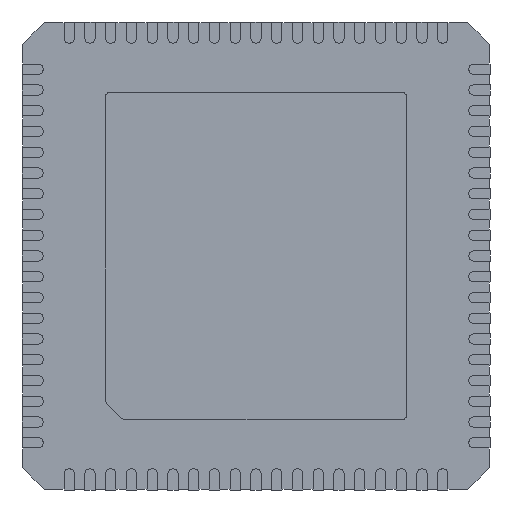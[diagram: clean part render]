
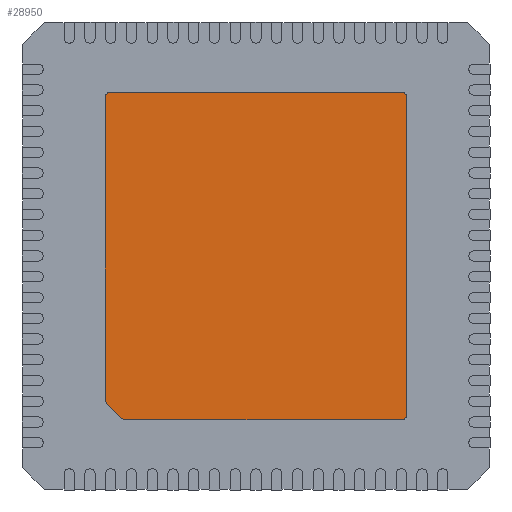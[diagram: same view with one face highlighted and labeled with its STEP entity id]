
A CAD part, front view. The second image highlights one B-rep face of the part: STEP entity #28950.
In plain terms, the highlighted planar face has unit normal (0, -1, 0).
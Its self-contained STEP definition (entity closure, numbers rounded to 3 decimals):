
#80 = CARTESIAN_POINT ( 'NONE',  ( 2.805, -0.01, 3.055 ) ) ;
#480 = CARTESIAN_POINT ( 'NONE',  ( -2.905, -0.01, -2.764 ) ) ;
#656 = VERTEX_POINT ( 'NONE', #3975 ) ;
#987 = LINE ( 'NONE', #480, #32544 ) ;
#1075 = DIRECTION ( 'NONE',  ( 0., 1., 0. ) ) ;
#1223 = AXIS2_PLACEMENT_3D ( 'NONE', #12808, #26007, #2499 ) ;
#1229 = VERTEX_POINT ( 'NONE', #16614 ) ;
#1248 = DIRECTION ( 'NONE',  ( 0., 0., 1. ) ) ;
#2106 = EDGE_CURVE ( 'NONE', #656, #8169, #8164, .T. ) ;
#2208 = VERTEX_POINT ( 'NONE', #19898 ) ;
#2396 = VERTEX_POINT ( 'NONE', #8718 ) ;
#2499 = DIRECTION ( 'NONE',  ( 0., 0., 1. ) ) ;
#2851 = ORIENTED_EDGE ( 'NONE', *, *, #28106, .T. ) ;
#2998 = AXIS2_PLACEMENT_3D ( 'NONE', #11431, #29789, #9040 ) ;
#3366 = DIRECTION ( 'NONE',  ( 1., 0., 0. ) ) ;
#3388 = AXIS2_PLACEMENT_3D ( 'NONE', #80, #7986, #18452 ) ;
#3622 = EDGE_CURVE ( 'NONE', #22537, #22087, #7168, .T. ) ;
#3849 = ORIENTED_EDGE ( 'NONE', *, *, #31114, .T. ) ;
#3975 = CARTESIAN_POINT ( 'NONE',  ( -2.805, -0.01, 3.155 ) ) ;
#4391 = DIRECTION ( 'NONE',  ( -1., 0., 0. ) ) ;
#4593 = CARTESIAN_POINT ( 'NONE',  ( 2.905, -0.01, -3.055 ) ) ;
#4684 = CARTESIAN_POINT ( 'NONE',  ( -2.905, -0.01, 3.055 ) ) ;
#5873 = EDGE_LOOP ( 'NONE', ( #10960, #24895, #18113, #26692, #3849, #9330, #28037, #12140, #29225, #2851 ) ) ;
#6053 = FACE_OUTER_BOUND ( 'NONE', #5873, .T. ) ;
#6138 = DIRECTION ( 'NONE',  ( 0., 0., -1. ) ) ;
#6687 = CARTESIAN_POINT ( 'NONE',  ( -2.805, -0.01, 3.055 ) ) ;
#6774 = CARTESIAN_POINT ( 'NONE',  ( 2.905, -0.01, 3.055 ) ) ;
#7168 = LINE ( 'NONE', #4593, #30249 ) ;
#7198 = DIRECTION ( 'NONE',  ( 0., 0., -1. ) ) ;
#7350 = EDGE_CURVE ( 'NONE', #32978, #656, #20521, .T. ) ;
#7481 = CARTESIAN_POINT ( 'NONE',  ( 2.805, -0.01, 3.155 ) ) ;
#7986 = DIRECTION ( 'NONE',  ( 0., -1., 0. ) ) ;
#8164 = CIRCLE ( 'NONE', #27346, 0.1 ) ;
#8169 = VERTEX_POINT ( 'NONE', #4684 ) ;
#8718 = CARTESIAN_POINT ( 'NONE',  ( 2.805, -0.01, -3.155 ) ) ;
#9040 = DIRECTION ( 'NONE',  ( 0., 0., -1. ) ) ;
#9272 = DIRECTION ( 'NONE',  ( 0., -1., 0. ) ) ;
#9330 = ORIENTED_EDGE ( 'NONE', *, *, #3622, .T. ) ;
#9425 = EDGE_CURVE ( 'NONE', #1229, #2208, #33003, .T. ) ;
#9893 = AXIS2_PLACEMENT_3D ( 'NONE', #17168, #9272, #11341 ) ;
#10960 = ORIENTED_EDGE ( 'NONE', *, *, #9425, .T. ) ;
#11341 = DIRECTION ( 'NONE',  ( 0., 0., -1. ) ) ;
#11387 = CARTESIAN_POINT ( 'NONE',  ( -2.805, -0.01, -2.764 ) ) ;
#11431 = CARTESIAN_POINT ( 'NONE',  ( 2.805, -0.01, -3.055 ) ) ;
#11782 = AXIS2_PLACEMENT_3D ( 'NONE', #11387, #1075, #1248 ) ;
#12140 = ORIENTED_EDGE ( 'NONE', *, *, #7350, .T. ) ;
#12639 = CIRCLE ( 'NONE', #9893, 0.1 ) ;
#12808 = CARTESIAN_POINT ( 'NONE',  ( -2.805, -0.01, -2.764 ) ) ;
#14599 = CARTESIAN_POINT ( 'NONE',  ( -2.514, -0.01, -3.155 ) ) ;
#16614 = CARTESIAN_POINT ( 'NONE',  ( -2.905, -0.01, -2.764 ) ) ;
#17168 = CARTESIAN_POINT ( 'NONE',  ( -2.514, -0.01, -3.055 ) ) ;
#17506 = CARTESIAN_POINT ( 'NONE',  ( -2.584, -0.01, -3.126 ) ) ;
#18113 = ORIENTED_EDGE ( 'NONE', *, *, #18876, .T. ) ;
#18186 = CIRCLE ( 'NONE', #3388, 0.1 ) ;
#18411 = EDGE_CURVE ( 'NONE', #2208, #31741, #22192, .T. ) ;
#18452 = DIRECTION ( 'NONE',  ( 0., 0., -1. ) ) ;
#18868 = CIRCLE ( 'NONE', #2998, 0.1 ) ;
#18876 = EDGE_CURVE ( 'NONE', #31741, #19897, #12639, .T. ) ;
#18985 = LINE ( 'NONE', #23978, #28761 ) ;
#19897 = VERTEX_POINT ( 'NONE', #14599 ) ;
#19898 = CARTESIAN_POINT ( 'NONE',  ( -2.876, -0.01, -2.834 ) ) ;
#20521 = LINE ( 'NONE', #7481, #31395 ) ;
#20775 = CARTESIAN_POINT ( 'NONE',  ( 2.905, -0.01, -3.055 ) ) ;
#20820 = EDGE_CURVE ( 'NONE', #22087, #32978, #18186, .T. ) ;
#22087 = VERTEX_POINT ( 'NONE', #6774 ) ;
#22192 = LINE ( 'NONE', #32297, #33495 ) ;
#22537 = VERTEX_POINT ( 'NONE', #20775 ) ;
#22669 = CARTESIAN_POINT ( 'NONE',  ( 2.805, -0.01, 3.155 ) ) ;
#23978 = CARTESIAN_POINT ( 'NONE',  ( -2.514, -0.01, -3.155 ) ) ;
#24895 = ORIENTED_EDGE ( 'NONE', *, *, #18411, .T. ) ;
#26007 = DIRECTION ( 'NONE',  ( 0., -1., 0. ) ) ;
#26692 = ORIENTED_EDGE ( 'NONE', *, *, #29574, .T. ) ;
#27346 = AXIS2_PLACEMENT_3D ( 'NONE', #6687, #27949, #7198 ) ;
#27949 = DIRECTION ( 'NONE',  ( 0., -1., 0. ) ) ;
#28037 = ORIENTED_EDGE ( 'NONE', *, *, #20820, .T. ) ;
#28106 = EDGE_CURVE ( 'NONE', #8169, #1229, #987, .T. ) ;
#28761 = VECTOR ( 'NONE', #3366, 1000. ) ;
#28950 = ADVANCED_FACE ( 'NONE', ( #6053 ), #32984, .F. ) ;
#29225 = ORIENTED_EDGE ( 'NONE', *, *, #2106, .T. ) ;
#29574 = EDGE_CURVE ( 'NONE', #19897, #2396, #18985, .T. ) ;
#29789 = DIRECTION ( 'NONE',  ( 0., -1., 0. ) ) ;
#29899 = DIRECTION ( 'NONE',  ( 0.707, 0., -0.707 ) ) ;
#30249 = VECTOR ( 'NONE', #33078, 1000. ) ;
#31114 = EDGE_CURVE ( 'NONE', #2396, #22537, #18868, .T. ) ;
#31395 = VECTOR ( 'NONE', #4391, 1000. ) ;
#31741 = VERTEX_POINT ( 'NONE', #17506 ) ;
#32297 = CARTESIAN_POINT ( 'NONE',  ( -2.876, -0.01, -2.834 ) ) ;
#32544 = VECTOR ( 'NONE', #6138, 1000. ) ;
#32978 = VERTEX_POINT ( 'NONE', #22669 ) ;
#32984 = PLANE ( 'NONE',  #11782 ) ;
#33003 = CIRCLE ( 'NONE', #1223, 0.1 ) ;
#33078 = DIRECTION ( 'NONE',  ( 0., 0., 1. ) ) ;
#33495 = VECTOR ( 'NONE', #29899, 1000. ) ;
